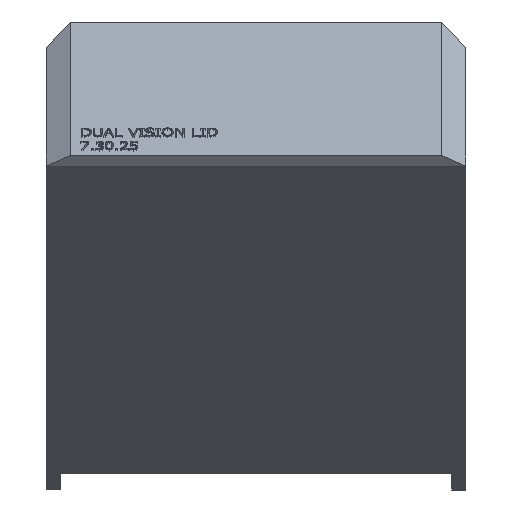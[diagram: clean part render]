
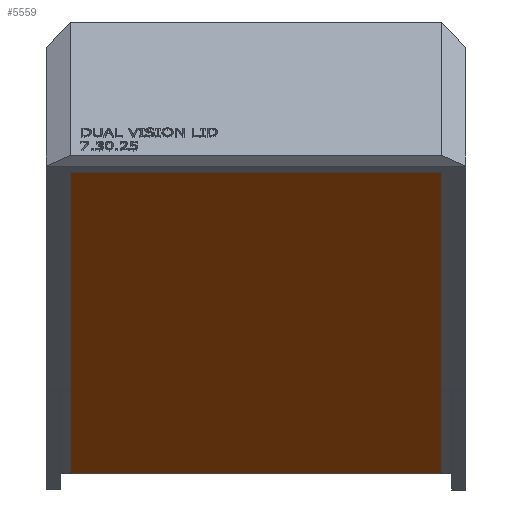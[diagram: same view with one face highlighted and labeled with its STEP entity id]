
A CAD part, front view. The second image highlights one B-rep face of the part: STEP entity #5559.
In plain terms, the highlighted planar face has unit normal (0, -0.574, -0.819).
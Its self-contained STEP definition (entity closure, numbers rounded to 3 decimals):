
#646=FACE_OUTER_BOUND('',#968,.T.);
#968=EDGE_LOOP('',(#4997,#4998,#4999,#5000));
#1511=LINE('',#9679,#2095);
#1543=LINE('',#9742,#2127);
#1544=LINE('',#9744,#2128);
#1545=LINE('',#9745,#2129);
#2095=VECTOR('',#6637,10.);
#2127=VECTOR('',#6683,10.);
#2128=VECTOR('',#6684,10.);
#2129=VECTOR('',#6685,10.);
#2653=VERTEX_POINT('',#9676);
#2654=VERTEX_POINT('',#9678);
#2678=VERTEX_POINT('',#9741);
#2679=VERTEX_POINT('',#9743);
#3429=EDGE_CURVE('',#2653,#2654,#1511,.T.);
#3461=EDGE_CURVE('',#2653,#2678,#1543,.T.);
#3462=EDGE_CURVE('',#2679,#2678,#1544,.T.);
#3463=EDGE_CURVE('',#2654,#2679,#1545,.T.);
#4997=ORIENTED_EDGE('',*,*,#3461,.T.);
#4998=ORIENTED_EDGE('',*,*,#3462,.F.);
#4999=ORIENTED_EDGE('',*,*,#3463,.F.);
#5000=ORIENTED_EDGE('',*,*,#3429,.F.);
#5262=PLANE('',#5770);
#5559=ADVANCED_FACE('',(#646),#5262,.F.);
#5770=AXIS2_PLACEMENT_3D('',#9740,#6681,#6682);
#6637=DIRECTION('',(0.,-0.819,0.574));
#6681=DIRECTION('center_axis',(0.,0.574,0.819));
#6682=DIRECTION('ref_axis',(1.,0.,0.));
#6683=DIRECTION('',(1.,0.,0.));
#6684=DIRECTION('',(0.,0.819,-0.574));
#6685=DIRECTION('',(1.,0.,0.));
#9676=CARTESIAN_POINT('',(-48.732,33.687,17.7));
#9678=CARTESIAN_POINT('',(-48.732,-111.529,119.381));
#9679=CARTESIAN_POINT('',(-48.732,-62.38,84.966));
#9740=CARTESIAN_POINT('Origin',(-2.5,4.166,38.37));
#9741=CARTESIAN_POINT('',(43.732,33.687,17.7));
#9742=CARTESIAN_POINT('',(-28.616,33.687,17.7));
#9743=CARTESIAN_POINT('',(43.732,-111.529,119.381));
#9744=CARTESIAN_POINT('',(43.732,-62.38,84.966));
#9745=CARTESIAN_POINT('',(-48.732,-111.529,119.381));
